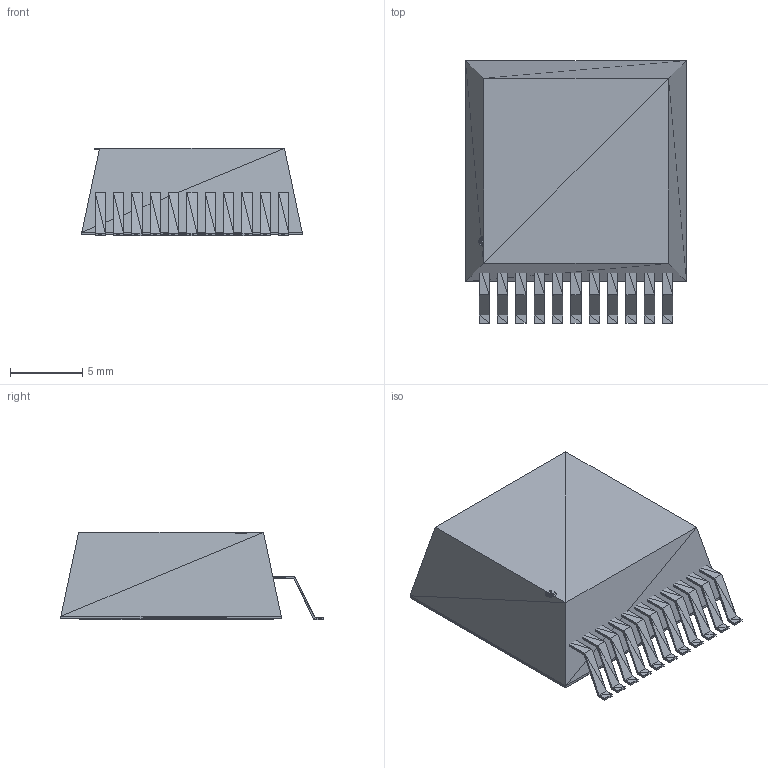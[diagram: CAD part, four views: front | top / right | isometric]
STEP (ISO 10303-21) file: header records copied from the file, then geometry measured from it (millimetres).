
FILE_DESCRIPTION(('STEP AP214'),'1');
FILE_NAME('TZA11A','2016-12-04T20:58:05',(''),(''),'','','');
FILE_SCHEMA(('AUTOMOTIVE_DESIGN'));
Length unit declared in the file: millimetre
Products named in the file (1): product
Bounding box: 15.24 x 18.14 x 6.05 mm (x, y, z)
Surface area: 1138.8 mm2 (no closed solid volume)
Topology: 0 solids, 476 shells, 476 faces, 1428 edges, 1428 vertices
Faces by surface type: plane 476
Entity records: 15767 total; most frequent: CARTESIAN_POINT 3333, DIRECTION 2382, ORIENTED_EDGE 1428, EDGE_CURVE 1428, VERTEX_POINT 1428, LINE 1428, VECTOR 1428, AXIS2_PLACEMENT_3D 477
